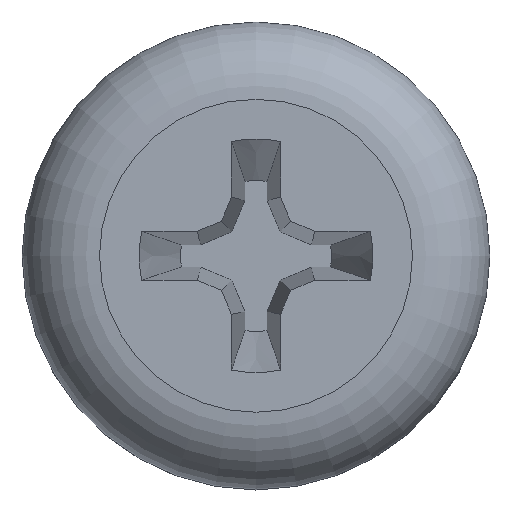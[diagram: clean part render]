
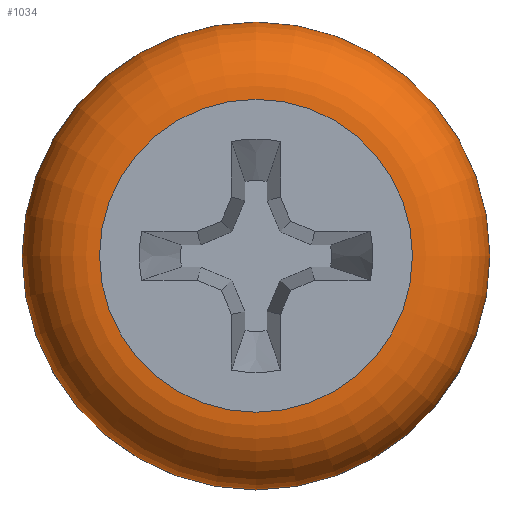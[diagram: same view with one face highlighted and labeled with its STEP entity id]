
A CAD part, top view. The second image highlights one B-rep face of the part: STEP entity #1034.
In plain terms, the highlighted toroidal (fillet/blend) face has major radius 3.178 mm and minor radius 1.573 mm.
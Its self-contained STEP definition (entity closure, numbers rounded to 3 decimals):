
#39=TOROIDAL_SURFACE('',#1119,3.178,1.573);
#104=FACE_OUTER_BOUND('',#160,.T.);
#160=EDGE_LOOP('',(#777,#778,#779,#780,#781,#782,#783));
#199=CIRCLE('',#1120,4.75);
#200=CIRCLE('',#1121,4.75);
#201=CIRCLE('',#1122,1.573);
#202=CIRCLE('',#1123,3.178);
#203=CIRCLE('',#1124,3.178);
#204=CIRCLE('',#1125,4.75);
#455=VERTEX_POINT('',#4489);
#456=VERTEX_POINT('',#4490);
#457=VERTEX_POINT('',#4492);
#458=VERTEX_POINT('',#4494);
#459=VERTEX_POINT('',#4496);
#590=EDGE_CURVE('',#455,#456,#199,.T.);
#591=EDGE_CURVE('',#457,#455,#200,.T.);
#592=EDGE_CURVE('',#457,#458,#201,.T.);
#593=EDGE_CURVE('',#458,#459,#202,.T.);
#594=EDGE_CURVE('',#459,#458,#203,.T.);
#595=EDGE_CURVE('',#456,#457,#204,.T.);
#777=ORIENTED_EDGE('',*,*,#590,.F.);
#778=ORIENTED_EDGE('',*,*,#591,.F.);
#779=ORIENTED_EDGE('',*,*,#592,.T.);
#780=ORIENTED_EDGE('',*,*,#593,.T.);
#781=ORIENTED_EDGE('',*,*,#594,.T.);
#782=ORIENTED_EDGE('',*,*,#592,.F.);
#783=ORIENTED_EDGE('',*,*,#595,.F.);
#1034=ADVANCED_FACE('',(#104),#39,.T.);
#1119=AXIS2_PLACEMENT_3D('',#4488,#1261,#1262);
#1120=AXIS2_PLACEMENT_3D('',#4491,#1263,#1264);
#1121=AXIS2_PLACEMENT_3D('',#4493,#1265,#1266);
#1122=AXIS2_PLACEMENT_3D('',#4495,#1267,#1268);
#1123=AXIS2_PLACEMENT_3D('',#4497,#1269,#1270);
#1124=AXIS2_PLACEMENT_3D('',#4498,#1271,#1272);
#1125=AXIS2_PLACEMENT_3D('',#4499,#1273,#1274);
#1261=DIRECTION('center_axis',(0.,0.,-1.));
#1262=DIRECTION('ref_axis',(0.,1.,0.));
#1263=DIRECTION('center_axis',(0.,0.,-1.));
#1264=DIRECTION('ref_axis',(0.,1.,0.));
#1265=DIRECTION('center_axis',(0.,0.,-1.));
#1266=DIRECTION('ref_axis',(0.,1.,0.));
#1267=DIRECTION('center_axis',(-1.,0.,0.));
#1268=DIRECTION('ref_axis',(0.,-1.,0.));
#1269=DIRECTION('center_axis',(0.,0.,-1.));
#1270=DIRECTION('ref_axis',(0.,1.,0.));
#1271=DIRECTION('center_axis',(0.,0.,-1.));
#1272=DIRECTION('ref_axis',(0.,1.,0.));
#1273=DIRECTION('center_axis',(0.,0.,-1.));
#1274=DIRECTION('ref_axis',(0.,1.,0.));
#4488=CARTESIAN_POINT('Origin',(0.,0.,2.128));
#4489=CARTESIAN_POINT('',(-4.75,0.,2.128));
#4490=CARTESIAN_POINT('',(4.75,0.,2.128));
#4491=CARTESIAN_POINT('Origin',(0.,0.,2.128));
#4492=CARTESIAN_POINT('',(0.,-4.75,2.128));
#4493=CARTESIAN_POINT('Origin',(0.,0.,2.128));
#4494=CARTESIAN_POINT('',(0.,-3.178,3.7));
#4495=CARTESIAN_POINT('Origin',(0.,-3.178,2.128));
#4496=CARTESIAN_POINT('',(0.,3.178,3.7));
#4497=CARTESIAN_POINT('Origin',(0.,0.,3.7));
#4498=CARTESIAN_POINT('Origin',(0.,0.,3.7));
#4499=CARTESIAN_POINT('Origin',(0.,0.,2.128));
